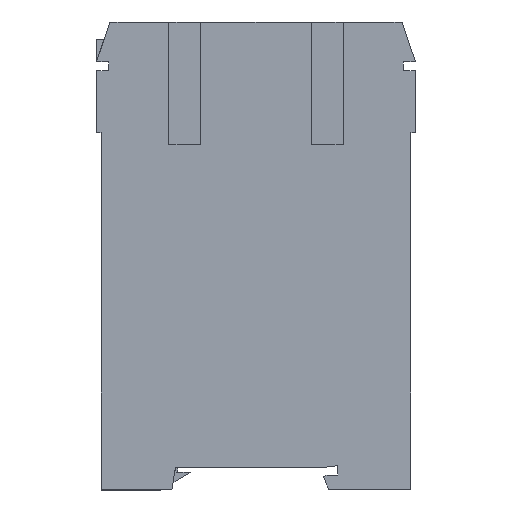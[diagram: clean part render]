
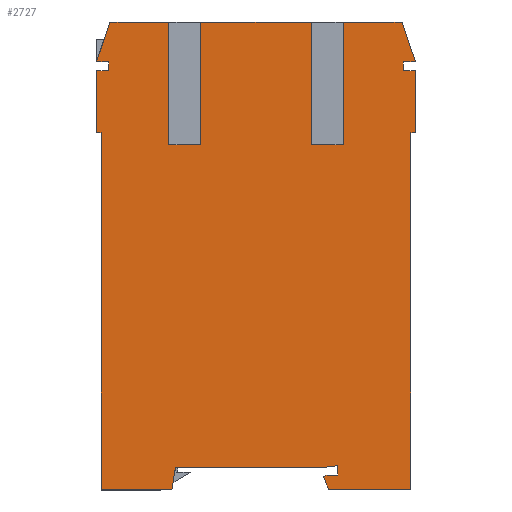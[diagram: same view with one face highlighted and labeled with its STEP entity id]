
A CAD part, left-side view. The second image highlights one B-rep face of the part: STEP entity #2727.
In plain terms, the highlighted planar face has unit normal (-1, 0, 0).
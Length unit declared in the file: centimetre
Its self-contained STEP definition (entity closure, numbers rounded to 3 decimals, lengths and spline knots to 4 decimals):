
#173=VERTEX_POINT('',#3624);
#174=VERTEX_POINT('',#3625);
#225=VERTEX_POINT('',#3783);
#226=VERTEX_POINT('',#3784);
#255=VERTEX_POINT('',#3870);
#258=VERTEX_POINT('',#3875);
#259=VERTEX_POINT('',#3877);
#270=VERTEX_POINT('',#3897);
#271=VERTEX_POINT('',#3898);
#274=VERTEX_POINT('',#3904);
#275=VERTEX_POINT('',#3907);
#278=VERTEX_POINT('',#3917);
#287=VERTEX_POINT('',#3955);
#290=VERTEX_POINT('',#3965);
#339=VERTEX_POINT('',#4093);
#340=VERTEX_POINT('',#4095);
#359=VERTEX_POINT('',#4142);
#360=VERTEX_POINT('',#4144);
#361=VERTEX_POINT('',#4147);
#362=VERTEX_POINT('',#4151);
#363=VERTEX_POINT('',#4155);
#364=VERTEX_POINT('',#4160);
#365=VERTEX_POINT('',#4162);
#366=VERTEX_POINT('',#4165);
#373=VERTEX_POINT('',#4186);
#374=VERTEX_POINT('',#4192);
#375=VERTEX_POINT('',#4196);
#376=VERTEX_POINT('',#4200);
#377=VERTEX_POINT('',#4210);
#378=VERTEX_POINT('',#4213);
#379=VERTEX_POINT('',#4221);
#380=VERTEX_POINT('',#4225);
#455=VECTOR('',#3018,1.);
#531=VECTOR('',#3125,1.);
#538=VECTOR('',#3224,1.);
#552=VECTOR('',#3239,1.);
#557=VECTOR('',#3246,1.);
#558=VECTOR('',#3248,1.);
#576=VECTOR('',#3275,1.);
#581=VECTOR('',#3282,1.);
#582=VECTOR('',#3284,1.);
#644=VECTOR('',#3361,1.);
#668=VECTOR('',#3390,1.);
#670=VECTOR('',#3393,1.);
#672=VECTOR('',#3396,1.);
#674=VECTOR('',#3399,1.);
#677=VECTOR('',#3403,1.);
#679=VECTOR('',#3406,1.);
#688=VECTOR('',#3420,1.);
#690=VECTOR('',#3424,1.);
#692=VECTOR('',#3427,1.);
#694=VECTOR('',#3430,1.);
#696=VECTOR('',#3433,1.);
#697=VECTOR('',#3435,1.);
#698=VECTOR('',#3436,1.);
#700=VECTOR('',#3439,1.);
#701=VECTOR('',#3441,1.);
#703=VECTOR('',#3444,1.);
#704=VECTOR('',#3446,1.);
#705=VECTOR('',#3448,1.);
#707=VECTOR('',#3451,1.);
#709=VECTOR('',#3454,1.);
#782=LINE('',#3623,#455);
#858=LINE('',#3782,#531);
#865=LINE('',#3876,#538);
#879=LINE('',#3909,#552);
#884=LINE('',#3918,#557);
#885=LINE('',#3920,#558);
#903=LINE('',#3957,#576);
#908=LINE('',#3966,#581);
#909=LINE('',#3968,#582);
#971=LINE('',#4094,#644);
#995=LINE('',#4143,#668);
#997=LINE('',#4148,#670);
#999=LINE('',#4152,#672);
#1001=LINE('',#4156,#674);
#1004=LINE('',#4161,#677);
#1006=LINE('',#4166,#679);
#1015=LINE('',#4187,#688);
#1017=LINE('',#4191,#690);
#1019=LINE('',#4195,#692);
#1021=LINE('',#4199,#694);
#1023=LINE('',#4203,#696);
#1024=LINE('',#4205,#697);
#1025=LINE('',#4206,#698);
#1027=LINE('',#4209,#700);
#1028=LINE('',#4212,#701);
#1030=LINE('',#4216,#703);
#1031=LINE('',#4218,#704);
#1032=LINE('',#4220,#705);
#1034=LINE('',#4224,#707);
#1036=LINE('',#4228,#709);
#1109=EDGE_CURVE('',#173,#174,#782,.T.);
#1185=EDGE_CURVE('',#225,#226,#858,.T.);
#1218=EDGE_CURVE('',#258,#259,#865,.T.);
#1230=EDGE_CURVE('',#270,#271,#865,.T.);
#1234=EDGE_CURVE('',#274,#255,#865,.T.);
#1236=EDGE_CURVE('',#258,#275,#879,.T.);
#1241=EDGE_CURVE('',#278,#255,#884,.T.);
#1242=EDGE_CURVE('',#275,#278,#885,.T.);
#1260=EDGE_CURVE('',#274,#287,#903,.T.);
#1265=EDGE_CURVE('',#290,#271,#908,.T.);
#1266=EDGE_CURVE('',#287,#290,#909,.T.);
#1334=EDGE_CURVE('',#339,#340,#971,.T.);
#1358=EDGE_CURVE('',#359,#360,#995,.T.);
#1361=EDGE_CURVE('',#361,#359,#997,.T.);
#1363=EDGE_CURVE('',#362,#361,#999,.T.);
#1365=EDGE_CURVE('',#363,#362,#1001,.T.);
#1368=EDGE_CURVE('',#364,#365,#1004,.T.);
#1371=EDGE_CURVE('',#366,#363,#1006,.T.);
#1382=EDGE_CURVE('',#373,#270,#1015,.T.);
#1385=EDGE_CURVE('',#259,#374,#1017,.T.);
#1387=EDGE_CURVE('',#374,#375,#1019,.T.);
#1389=EDGE_CURVE('',#375,#376,#1021,.T.);
#1391=EDGE_CURVE('',#376,#173,#1023,.T.);
#1392=EDGE_CURVE('',#174,#364,#1024,.T.);
#1393=EDGE_CURVE('',#365,#366,#1025,.T.);
#1400=EDGE_CURVE('',#360,#377,#1027,.T.);
#1402=EDGE_CURVE('',#377,#378,#1028,.T.);
#1404=EDGE_CURVE('',#378,#339,#1030,.T.);
#1405=EDGE_CURVE('',#340,#225,#1031,.T.);
#1406=EDGE_CURVE('',#226,#379,#1032,.T.);
#1408=EDGE_CURVE('',#379,#380,#1034,.T.);
#1410=EDGE_CURVE('',#380,#373,#1036,.T.);
#2129=ORIENTED_EDGE('',*,*,#1241,.T.);
#2130=ORIENTED_EDGE('',*,*,#1234,.F.);
#2131=ORIENTED_EDGE('',*,*,#1260,.T.);
#2132=ORIENTED_EDGE('',*,*,#1266,.T.);
#2133=ORIENTED_EDGE('',*,*,#1265,.T.);
#2134=ORIENTED_EDGE('',*,*,#1230,.F.);
#2135=ORIENTED_EDGE('',*,*,#1382,.F.);
#2136=ORIENTED_EDGE('',*,*,#1410,.F.);
#2137=ORIENTED_EDGE('',*,*,#1408,.F.);
#2138=ORIENTED_EDGE('',*,*,#1406,.F.);
#2139=ORIENTED_EDGE('',*,*,#1185,.F.);
#2140=ORIENTED_EDGE('',*,*,#1405,.F.);
#2141=ORIENTED_EDGE('',*,*,#1334,.F.);
#2142=ORIENTED_EDGE('',*,*,#1404,.F.);
#2143=ORIENTED_EDGE('',*,*,#1402,.F.);
#2144=ORIENTED_EDGE('',*,*,#1400,.F.);
#2145=ORIENTED_EDGE('',*,*,#1358,.F.);
#2146=ORIENTED_EDGE('',*,*,#1361,.F.);
#2147=ORIENTED_EDGE('',*,*,#1363,.F.);
#2148=ORIENTED_EDGE('',*,*,#1365,.F.);
#2149=ORIENTED_EDGE('',*,*,#1371,.F.);
#2150=ORIENTED_EDGE('',*,*,#1393,.F.);
#2151=ORIENTED_EDGE('',*,*,#1368,.F.);
#2152=ORIENTED_EDGE('',*,*,#1392,.F.);
#2153=ORIENTED_EDGE('',*,*,#1109,.F.);
#2154=ORIENTED_EDGE('',*,*,#1391,.F.);
#2155=ORIENTED_EDGE('',*,*,#1389,.F.);
#2156=ORIENTED_EDGE('',*,*,#1387,.F.);
#2157=ORIENTED_EDGE('',*,*,#1385,.F.);
#2158=ORIENTED_EDGE('',*,*,#1218,.F.);
#2159=ORIENTED_EDGE('',*,*,#1236,.T.);
#2160=ORIENTED_EDGE('',*,*,#1242,.T.);
#2362=EDGE_LOOP('',(#2129,#2130,#2131,#2132,#2133,#2134,#2135,#2136,#2137,
#2138,#2139,#2140,#2141,#2142,#2143,#2144,#2145,#2146,#2147,#2148,#2149,
#2150,#2151,#2152,#2153,#2154,#2155,#2156,#2157,#2158,#2159,#2160));
#2564=FACE_BOUND('',#2362,.T.);
#2727=ADVANCED_FACE('',(#2564),#4376,.F.);
#2905=AXIS2_PLACEMENT_3D('',#4229,#3455,$);
#3018=DIRECTION('',(0.,0.,-1.));
#3125=DIRECTION('',(0.,0.,1.));
#3224=DIRECTION('',(0.,-1.,0.));
#3239=DIRECTION('',(0.,0.,-1.));
#3246=DIRECTION('',(0.,0.,1.));
#3248=DIRECTION('',(0.,1.,0.));
#3275=DIRECTION('',(0.,0.,-1.));
#3282=DIRECTION('',(0.,0.,1.));
#3284=DIRECTION('',(0.,1.,0.));
#3361=DIRECTION('',(0.,0.,1.));
#3390=DIRECTION('',(0.,0.992,-0.127));
#3393=DIRECTION('',(0.,0.,1.));
#3396=DIRECTION('',(0.,-1.,0.));
#3399=DIRECTION('',(0.,-0.919,0.394));
#3403=DIRECTION('',(0.,0.,-1.));
#3406=DIRECTION('',(0.,0.394,0.919));
#3420=DIRECTION('',(0.,-0.316,0.949));
#3424=DIRECTION('',(0.,-0.316,-0.949));
#3427=DIRECTION('',(0.,1.,0.));
#3430=DIRECTION('',(0.,0.,-1.));
#3433=DIRECTION('',(0.,-1.,0.));
#3435=DIRECTION('',(0.,1.,0.));
#3436=DIRECTION('',(0.,1.,0.));
#3439=DIRECTION('',(0.,1.,0.));
#3441=DIRECTION('',(0.,0.164,-0.986));
#3444=DIRECTION('',(0.,1.,0.));
#3446=DIRECTION('',(0.,1.,0.));
#3448=DIRECTION('',(0.,-1.,0.));
#3451=DIRECTION('',(0.,0.,1.));
#3454=DIRECTION('',(0.,1.,0.));
#3455=DIRECTION('',(1.,0.,0.));
#3623=CARTESIAN_POINT('',(-15.0244,-2.3213,-0.7135));
#3624=CARTESIAN_POINT('',(-15.0244,-2.3213,0.6865));
#3625=CARTESIAN_POINT('',(-15.0244,-2.3213,-0.7135));
#3782=CARTESIAN_POINT('',(-15.0244,4.8787,0.6865));
#3783=CARTESIAN_POINT('',(-15.0244,4.8787,-0.7135));
#3784=CARTESIAN_POINT('',(-15.0244,4.8787,0.6865));
#3870=CARTESIAN_POINT('',(-15.0244,0.0287,1.7865));
#3875=CARTESIAN_POINT('',(-15.0244,-0.6913,1.7865));
#3876=CARTESIAN_POINT('',(-15.0244,3.2487,1.7865));
#3877=CARTESIAN_POINT('',(-15.0244,-2.0213,1.7865));
#3897=CARTESIAN_POINT('',(-15.0244,4.5787,1.7865));
#3898=CARTESIAN_POINT('',(-15.0244,3.2487,1.7865));
#3904=CARTESIAN_POINT('',(-15.0244,2.5287,1.7865));
#3907=CARTESIAN_POINT('',(-15.0244,-0.6913,-0.9835));
#3909=CARTESIAN_POINT('',(-15.0244,-0.6913,-0.8792));
#3917=CARTESIAN_POINT('',(-15.0244,0.0287,-0.9835));
#3918=CARTESIAN_POINT('',(-15.0244,0.0287,-0.8792));
#3920=CARTESIAN_POINT('',(-15.0244,0.4596,-0.9835));
#3955=CARTESIAN_POINT('',(-15.0244,2.5287,-0.9835));
#3957=CARTESIAN_POINT('',(-15.0244,2.5287,-0.8792));
#3965=CARTESIAN_POINT('',(-15.0244,3.2487,-0.9835));
#3966=CARTESIAN_POINT('',(-15.0244,3.2487,-0.8792));
#3968=CARTESIAN_POINT('',(-15.0244,2.0696,-0.9835));
#4093=CARTESIAN_POINT('',(-15.0244,4.7787,-8.7635));
#4094=CARTESIAN_POINT('',(-15.0244,4.7787,-1.5135));
#4095=CARTESIAN_POINT('',(-15.0244,4.7787,-0.7135));
#4142=CARTESIAN_POINT('',(-15.0244,-0.5713,-8.2335));
#4143=CARTESIAN_POINT('',(-15.0244,-0.1813,-8.2835));
#4144=CARTESIAN_POINT('',(-15.0244,-0.1813,-8.2835));
#4147=CARTESIAN_POINT('',(-15.0244,-0.5713,-8.4449));
#4148=CARTESIAN_POINT('',(-15.0244,-0.5713,-8.2335));
#4151=CARTESIAN_POINT('',(-15.0244,-0.3313,-8.4449));
#4152=CARTESIAN_POINT('',(-15.0244,-0.5713,-8.4449));
#4155=CARTESIAN_POINT('',(-15.0244,-0.2413,-8.4835));
#4156=CARTESIAN_POINT('',(-15.0244,-0.3313,-8.4449));
#4160=CARTESIAN_POINT('',(-15.0244,-2.2213,-0.7135));
#4161=CARTESIAN_POINT('',(-15.0244,-2.2213,-1.5135));
#4162=CARTESIAN_POINT('',(-15.0244,-2.2213,-8.7635));
#4165=CARTESIAN_POINT('',(-15.0244,-0.3613,-8.7635));
#4166=CARTESIAN_POINT('',(-15.0244,-0.2413,-8.4835));
#4186=CARTESIAN_POINT('',(-15.0244,4.8787,0.8865));
#4187=CARTESIAN_POINT('',(-15.0244,4.5787,1.7865));
#4191=CARTESIAN_POINT('',(-15.0244,-2.3213,0.8865));
#4192=CARTESIAN_POINT('',(-15.0244,-2.3213,0.8865));
#4195=CARTESIAN_POINT('',(-15.0244,-2.0513,0.8865));
#4196=CARTESIAN_POINT('',(-15.0244,-2.0513,0.8865));
#4199=CARTESIAN_POINT('',(-15.0244,-2.0513,0.6865));
#4200=CARTESIAN_POINT('',(-15.0244,-2.0513,0.6865));
#4203=CARTESIAN_POINT('',(-15.0244,-2.3213,0.6865));
#4205=CARTESIAN_POINT('',(-15.0244,-2.2213,-0.7135));
#4206=CARTESIAN_POINT('',(-15.0244,-0.3613,-8.7635));
#4209=CARTESIAN_POINT('',(-15.0244,3.0987,-8.2835));
#4210=CARTESIAN_POINT('',(-15.0244,3.0987,-8.2835));
#4212=CARTESIAN_POINT('',(-15.0244,3.1787,-8.7635));
#4213=CARTESIAN_POINT('',(-15.0244,3.1787,-8.7635));
#4216=CARTESIAN_POINT('',(-15.0244,4.7787,-8.7635));
#4218=CARTESIAN_POINT('',(-15.0244,4.8787,-0.7135));
#4220=CARTESIAN_POINT('',(-15.0244,4.6087,0.6865));
#4221=CARTESIAN_POINT('',(-15.0244,4.6087,0.6865));
#4224=CARTESIAN_POINT('',(-15.0244,4.6087,0.8865));
#4225=CARTESIAN_POINT('',(-15.0244,4.6087,0.8865));
#4228=CARTESIAN_POINT('',(-15.0244,4.8787,0.8865));
#4229=CARTESIAN_POINT('',(-15.0244,1.2505,-3.5448));
#4376=PLANE('',#2905);
